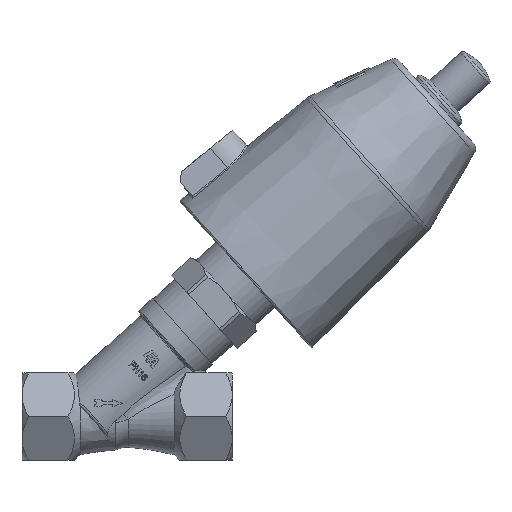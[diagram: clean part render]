
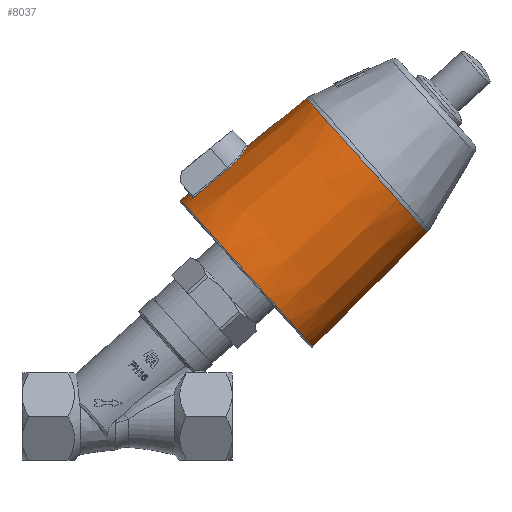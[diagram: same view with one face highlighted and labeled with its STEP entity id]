
A CAD part, top view. The second image highlights one B-rep face of the part: STEP entity #8037.
In plain terms, the highlighted conical face has half-angle 3 degrees and reference radius 29.163 mm.
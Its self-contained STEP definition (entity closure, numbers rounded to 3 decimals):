
#79=CONICAL_SURFACE('',#8886,29.163,0.052);
#408=CIRCLE('',#8882,30.472);
#409=CIRCLE('',#8883,30.472);
#410=CIRCLE('',#8884,30.472);
#412=CIRCLE('',#8887,30.318);
#413=CIRCLE('',#8888,27.86);
#414=CIRCLE('',#8889,27.86);
#415=CIRCLE('',#8890,27.86);
#416=CIRCLE('',#8891,30.318);
#789=B_SPLINE_CURVE_WITH_KNOTS('',3,(#17781,#17782,#17783,#17784),
 .UNSPECIFIED.,.F.,.F.,(4,4),(-1.856,-0.398),
 .UNSPECIFIED.);
#790=B_SPLINE_CURVE_WITH_KNOTS('',3,(#17786,#17787,#17788,#17789,#17790,
#17791,#17792),.UNSPECIFIED.,.F.,.F.,(4,1,1,1,4),(-1.517,-1.3,
-0.65,-0.433,0.),.UNSPECIFIED.);
#791=B_SPLINE_CURVE_WITH_KNOTS('',3,(#17801,#17802,#17803,#17804,#17805,
#17806,#17807),.UNSPECIFIED.,.F.,.F.,(4,1,1,1,4),(-3.034,-2.601,
-2.167,-1.734,-1.517),.UNSPECIFIED.);
#792=B_SPLINE_CURVE_WITH_KNOTS('',3,(#17809,#17810,#17811,#17812),
 .UNSPECIFIED.,.F.,.F.,(4,4),(-0.399,-0.391),
 .UNSPECIFIED.);
#1223=LINE('',#17777,#1663);
#1224=LINE('',#17794,#1664);
#1663=VECTOR('',#10663,29.163);
#1664=VECTOR('',#10666,29.163);
#2327=FACE_OUTER_BOUND('',#2805,.T.);
#2805=EDGE_LOOP('',(#6899,#6900,#6901,#6902,#6903,#6904,#6905,#6906,#6907,
#6908,#6909,#6910,#6911,#6912,#6913,#6914));
#3707=VERTEX_POINT('',#17767);
#3708=VERTEX_POINT('',#17769);
#3709=VERTEX_POINT('',#17771);
#3710=VERTEX_POINT('',#17776);
#3711=VERTEX_POINT('',#17778);
#3712=VERTEX_POINT('',#17780);
#3713=VERTEX_POINT('',#17785);
#3714=VERTEX_POINT('',#17793);
#3715=VERTEX_POINT('',#17795);
#3716=VERTEX_POINT('',#17797);
#3717=VERTEX_POINT('',#17800);
#3718=VERTEX_POINT('',#17808);
#4823=EDGE_CURVE('',#3707,#3708,#408,.T.);
#4824=EDGE_CURVE('',#3708,#3709,#409,.T.);
#4825=EDGE_CURVE('',#3709,#3707,#410,.T.);
#4827=EDGE_CURVE('',#3708,#3710,#1223,.T.);
#4828=EDGE_CURVE('',#3711,#3710,#412,.T.);
#4829=EDGE_CURVE('',#3712,#3711,#789,.T.);
#4830=EDGE_CURVE('',#3713,#3712,#790,.T.);
#4831=EDGE_CURVE('',#3713,#3714,#1224,.T.);
#4832=EDGE_CURVE('',#3715,#3714,#413,.T.);
#4833=EDGE_CURVE('',#3716,#3715,#414,.T.);
#4834=EDGE_CURVE('',#3714,#3716,#415,.T.);
#4835=EDGE_CURVE('',#3717,#3713,#791,.T.);
#4836=EDGE_CURVE('',#3718,#3717,#792,.T.);
#4837=EDGE_CURVE('',#3710,#3718,#416,.T.);
#6899=ORIENTED_EDGE('',*,*,#4825,.F.);
#6900=ORIENTED_EDGE('',*,*,#4824,.F.);
#6901=ORIENTED_EDGE('',*,*,#4827,.T.);
#6902=ORIENTED_EDGE('',*,*,#4828,.F.);
#6903=ORIENTED_EDGE('',*,*,#4829,.F.);
#6904=ORIENTED_EDGE('',*,*,#4830,.F.);
#6905=ORIENTED_EDGE('',*,*,#4831,.T.);
#6906=ORIENTED_EDGE('',*,*,#4832,.F.);
#6907=ORIENTED_EDGE('',*,*,#4833,.F.);
#6908=ORIENTED_EDGE('',*,*,#4834,.F.);
#6909=ORIENTED_EDGE('',*,*,#4831,.F.);
#6910=ORIENTED_EDGE('',*,*,#4835,.F.);
#6911=ORIENTED_EDGE('',*,*,#4836,.F.);
#6912=ORIENTED_EDGE('',*,*,#4837,.F.);
#6913=ORIENTED_EDGE('',*,*,#4827,.F.);
#6914=ORIENTED_EDGE('',*,*,#4823,.F.);
#8037=ADVANCED_FACE('',(#2327),#79,.T.);
#8882=AXIS2_PLACEMENT_3D('',#17770,#10653,#10654);
#8883=AXIS2_PLACEMENT_3D('',#17772,#10655,#10656);
#8884=AXIS2_PLACEMENT_3D('',#17773,#10657,#10658);
#8886=AXIS2_PLACEMENT_3D('',#17775,#10661,#10662);
#8887=AXIS2_PLACEMENT_3D('',#17779,#10664,#10665);
#8888=AXIS2_PLACEMENT_3D('',#17796,#10667,#10668);
#8889=AXIS2_PLACEMENT_3D('',#17798,#10669,#10670);
#8890=AXIS2_PLACEMENT_3D('',#17799,#10671,#10672);
#8891=AXIS2_PLACEMENT_3D('',#17813,#10673,#10674);
#10653=DIRECTION('center_axis',(0.,-1.,0.));
#10654=DIRECTION('ref_axis',(-1.,0.,0.));
#10655=DIRECTION('center_axis',(0.,-1.,0.));
#10656=DIRECTION('ref_axis',(-1.,0.,0.));
#10657=DIRECTION('center_axis',(0.,-1.,0.));
#10658=DIRECTION('ref_axis',(-1.,0.,0.));
#10661=DIRECTION('center_axis',(0.,-1.,0.));
#10662=DIRECTION('ref_axis',(1.,0.,0.));
#10663=DIRECTION('',(0.052,0.999,0.));
#10664=DIRECTION('center_axis',(0.,1.,0.));
#10665=DIRECTION('ref_axis',(-1.,0.,0.));
#10666=DIRECTION('',(0.052,0.999,0.));
#10667=DIRECTION('center_axis',(0.,1.,0.));
#10668=DIRECTION('ref_axis',(-1.,0.,0.));
#10669=DIRECTION('center_axis',(0.,1.,0.));
#10670=DIRECTION('ref_axis',(-1.,0.,0.));
#10671=DIRECTION('center_axis',(0.,1.,0.));
#10672=DIRECTION('ref_axis',(-1.,0.,0.));
#10673=DIRECTION('center_axis',(0.,1.,0.));
#10674=DIRECTION('ref_axis',(-1.,0.,0.));
#17767=CARTESIAN_POINT('',(0.,-6.288,30.472));
#17769=CARTESIAN_POINT('',(-30.472,-6.288,0.));
#17770=CARTESIAN_POINT('Origin',(0.,-6.288,0.));
#17771=CARTESIAN_POINT('',(30.472,-6.288,0.));
#17772=CARTESIAN_POINT('Origin',(0.,-6.288,0.));
#17773=CARTESIAN_POINT('Origin',(0.,-6.288,0.));
#17775=CARTESIAN_POINT('Origin',(0.,18.691,0.));
#17776=CARTESIAN_POINT('',(-30.318,-3.341,0.));
#17777=CARTESIAN_POINT('',(-29.163,18.691,0.));
#17778=CARTESIAN_POINT('',(-28.403,-3.341,-10.603));
#17779=CARTESIAN_POINT('Origin',(0.,-3.341,0.));
#17780=CARTESIAN_POINT('',(-27.877,11.204,-9.819));
#17781=CARTESIAN_POINT('Ctrl Pts',(-27.877,11.204,-9.819));
#17782=CARTESIAN_POINT('Ctrl Pts',(-28.054,6.356,-10.081));
#17783=CARTESIAN_POINT('Ctrl Pts',(-28.23,1.507,-10.342));
#17784=CARTESIAN_POINT('Ctrl Pts',(-28.403,-3.341,-10.603));
#17785=CARTESIAN_POINT('',(-29.06,20.659,0.));
#17786=CARTESIAN_POINT('Ctrl Pts',(-29.06,20.659,0.));
#17787=CARTESIAN_POINT('Ctrl Pts',(-29.06,20.659,-0.713));
#17788=CARTESIAN_POINT('Ctrl Pts',(-28.977,20.347,-3.561));
#17789=CARTESIAN_POINT('Ctrl Pts',(-28.439,18.4,-6.746));
#17790=CARTESIAN_POINT('Ctrl Pts',(-27.918,14.782,-9.152));
#17791=CARTESIAN_POINT('Ctrl Pts',(-27.824,12.645,-9.742));
#17792=CARTESIAN_POINT('Ctrl Pts',(-27.877,11.204,-9.819));
#17793=CARTESIAN_POINT('',(-27.86,43.562,0.));
#17794=CARTESIAN_POINT('',(-29.163,18.691,0.));
#17795=CARTESIAN_POINT('',(27.86,43.562,0.));
#17796=CARTESIAN_POINT('Origin',(0.,43.562,0.));
#17797=CARTESIAN_POINT('',(0.,43.562,27.86));
#17798=CARTESIAN_POINT('Origin',(0.,43.562,0.));
#17799=CARTESIAN_POINT('Origin',(0.,43.562,0.));
#17800=CARTESIAN_POINT('',(-27.877,11.204,9.819));
#17801=CARTESIAN_POINT('Ctrl Pts',(-27.877,11.204,9.819));
#17802=CARTESIAN_POINT('Ctrl Pts',(-27.824,12.645,9.742));
#17803=CARTESIAN_POINT('Ctrl Pts',(-27.953,15.503,8.955));
#17804=CARTESIAN_POINT('Ctrl Pts',(-28.572,18.863,6.149));
#17805=CARTESIAN_POINT('Ctrl Pts',(-28.995,20.424,2.848));
#17806=CARTESIAN_POINT('Ctrl Pts',(-29.06,20.658,0.711));
#17807=CARTESIAN_POINT('Ctrl Pts',(-29.06,20.659,0.));
#17808=CARTESIAN_POINT('',(-28.403,-3.341,10.603));
#17809=CARTESIAN_POINT('Ctrl Pts',(-28.403,-3.341,
10.603));
#17810=CARTESIAN_POINT('Ctrl Pts',(-28.228,1.552,10.34));
#17811=CARTESIAN_POINT('Ctrl Pts',(-28.053,6.4,10.078));
#17812=CARTESIAN_POINT('Ctrl Pts',(-27.877,11.204,9.819));
#17813=CARTESIAN_POINT('Origin',(0.,-3.341,0.));
